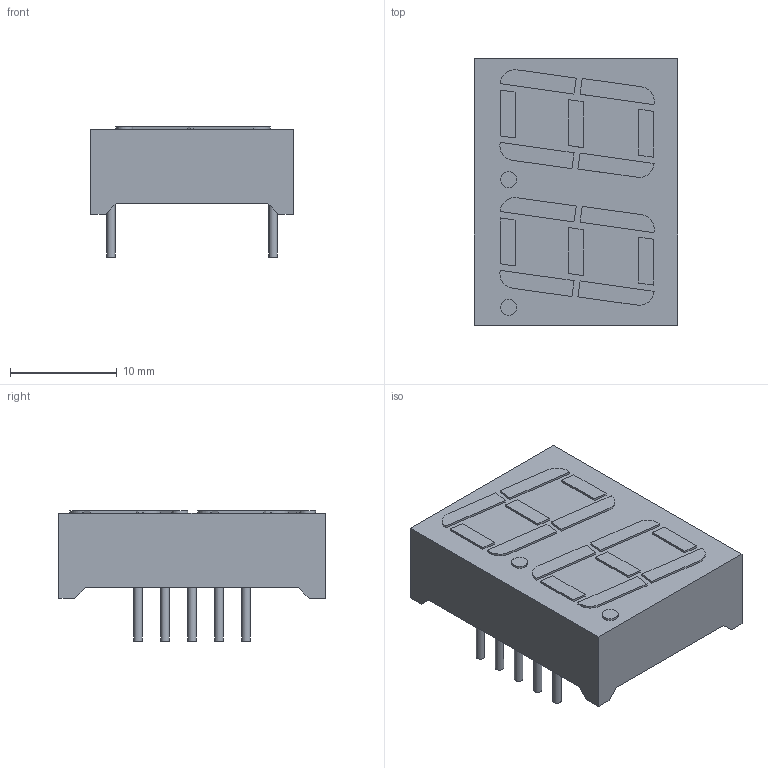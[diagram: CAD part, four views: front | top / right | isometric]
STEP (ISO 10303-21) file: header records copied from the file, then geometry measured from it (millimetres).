
FILE_DESCRIPTION(('FreeCAD Model'),'2;1');
FILE_NAME('Open CASCADE Shape Model','2025-08-24T12:03:58',(''),(''), 'Open CASCADE STEP processor 7.8','FreeCAD','Unknown');
FILE_SCHEMA(('AUTOMOTIVE_DESIGN { 1 0 10303 214 1 1 1 1 }'));
Length unit declared in the file: millimetre
Products named in the file (1): 5621AH
Bounding box: 19.05 x 25 x 12.2 mm (x, y, z)
Volume: 3398.5 mm3; surface area: 1758.8 mm2
Topology: 1 solids, 1 shells, 126 faces, 294 edges, 196 vertices
Faces by surface type: plane 106, cylinder 20
Full cylindrical faces by diameter (mm): 0.8 x10, 1.5 x2
Entity records: 4717 total; most frequent: CARTESIAN_POINT 617, DIRECTION 588, ORIENTED_EDGE 588, EDGE_CURVE 294, LINE 254, VECTOR 254, VERTEX_POINT 196, AXIS2_PLACEMENT_3D 167
